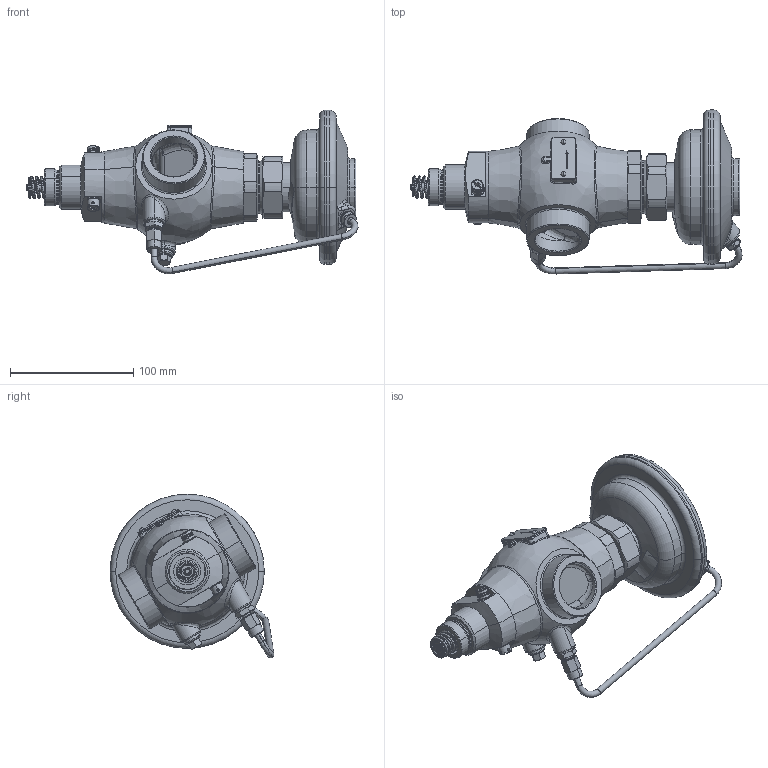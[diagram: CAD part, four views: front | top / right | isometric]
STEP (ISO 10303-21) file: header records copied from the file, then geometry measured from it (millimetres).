
FILE_DESCRIPTION((''),'2;1');
FILE_NAME('003H6753','2015-02-20T',('u317927'),('Danfoss'),'PRO/ENGINEER BY PARAMETRIC TECHNOLOGY CORPORATION, 2014000','PRO/ENGINEER BY PARAMETRIC TECHNOLOGY CORPORATION, 2014000','');
FILE_SCHEMA(('CONFIG_CONTROL_DESIGN'));
Products named in the file (1): 003H6753
Bounding box: 269.38 x 132.96 x 132.78 mm (x, y, z)
Volume: 473139.3 mm3; surface area: 201994.2 mm2
Topology: 5 solids, 9 shells, 1432 faces, 3410 edges, 2079 vertices
Faces by surface type: plane 430, cylinder 420, cone 254, torus 207, bspline 113, sphere 8
Entity records: 50683 total; most frequent: CARTESIAN_POINT 17970, DIRECTION 7038, ORIENTED_EDGE 6800, EDGE_CURVE 3400, AXIS2_PLACEMENT_3D 3005, VERTEX_POINT 2079, CIRCLE 1685, EDGE_LOOP 1567
